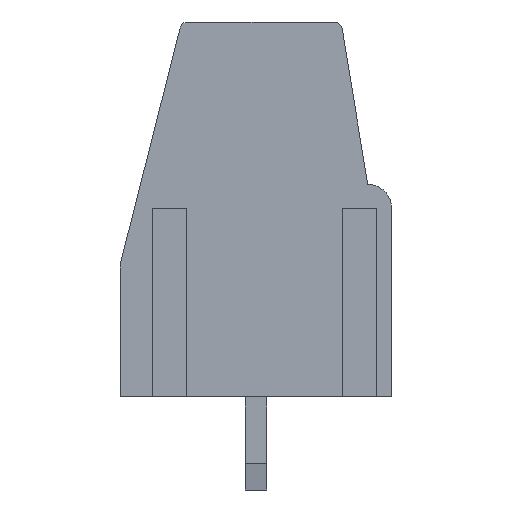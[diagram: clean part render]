
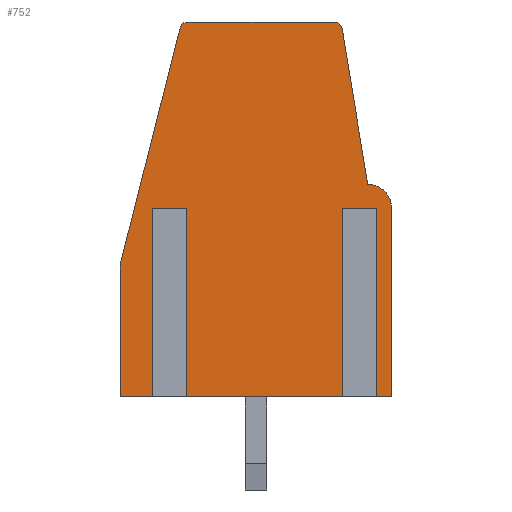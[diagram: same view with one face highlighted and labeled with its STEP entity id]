
A CAD part, left-side view. The second image highlights one B-rep face of the part: STEP entity #752.
In plain terms, the highlighted planar face has unit normal (-1, 0, 0).
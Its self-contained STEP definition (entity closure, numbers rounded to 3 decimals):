
#547 = VERTEX_POINT('',#548);
#548 = CARTESIAN_POINT('',(-30.48,2.586,14.1));
#554 = EDGE_CURVE('',#555,#547,#557,.T.);
#555 = VERTEX_POINT('',#556);
#556 = CARTESIAN_POINT('',(-30.48,-2.925,14.1));
#557 = LINE('',#558,#559);
#558 = CARTESIAN_POINT('',(-30.48,-3.18,14.1));
#559 = VECTOR('',#560,1.);
#560 = DIRECTION('',(0.,1.,0.));
#724 = VERTEX_POINT('',#725);
#725 = CARTESIAN_POINT('',(-30.48,2.877,13.874));
#733 = EDGE_CURVE('',#547,#724,#734,.T.);
#734 = CIRCLE('',#735,0.3);
#735 = AXIS2_PLACEMENT_3D('',#736,#737,#738);
#736 = CARTESIAN_POINT('',(-30.48,2.586,13.8));
#737 = DIRECTION('',(-1.,0.,0.));
#738 = DIRECTION('',(0.,-1.,0.));
#752 = ADVANCED_FACE('',(#753),#877,.T.);
#753 = FACE_BOUND('',#754,.T.);
#754 = EDGE_LOOP('',(#755,#765,#773,#781,#789,#797,#805,#813,#821,#829,
    #838,#846,#853,#854,#855,#863,#871));
#755 = ORIENTED_EDGE('',*,*,#756,.F.);
#756 = EDGE_CURVE('',#757,#759,#761,.T.);
#757 = VERTEX_POINT('',#758);
#758 = CARTESIAN_POINT('',(-30.48,3.569,7.1));
#759 = VERTEX_POINT('',#760);
#760 = CARTESIAN_POINT('',(-30.48,3.569,0.));
#761 = LINE('',#762,#763);
#762 = CARTESIAN_POINT('',(-30.48,3.569,6.7));
#763 = VECTOR('',#764,1.);
#764 = DIRECTION('',(0.,0.,-1.));
#765 = ORIENTED_EDGE('',*,*,#766,.F.);
#766 = EDGE_CURVE('',#767,#757,#769,.T.);
#767 = VERTEX_POINT('',#768);
#768 = CARTESIAN_POINT('',(-30.48,2.971,7.1));
#769 = LINE('',#770,#771);
#770 = CARTESIAN_POINT('',(-30.48,3.569,7.1));
#771 = VECTOR('',#772,1.);
#772 = DIRECTION('',(0.,1.,0.));
#773 = ORIENTED_EDGE('',*,*,#774,.T.);
#774 = EDGE_CURVE('',#767,#775,#777,.T.);
#775 = VERTEX_POINT('',#776);
#776 = CARTESIAN_POINT('',(-30.48,2.971,0.));
#777 = LINE('',#778,#779);
#778 = CARTESIAN_POINT('',(-30.48,2.971,6.7));
#779 = VECTOR('',#780,1.);
#780 = DIRECTION('',(0.,0.,-1.));
#781 = ORIENTED_EDGE('',*,*,#782,.T.);
#782 = EDGE_CURVE('',#775,#783,#785,.T.);
#783 = VERTEX_POINT('',#784);
#784 = CARTESIAN_POINT('',(-30.48,-3.581,0.));
#785 = LINE('',#786,#787);
#786 = CARTESIAN_POINT('',(-30.48,5.12,0.));
#787 = VECTOR('',#788,1.);
#788 = DIRECTION('',(0.,-1.,0.));
#789 = ORIENTED_EDGE('',*,*,#790,.F.);
#790 = EDGE_CURVE('',#791,#783,#793,.T.);
#791 = VERTEX_POINT('',#792);
#792 = CARTESIAN_POINT('',(-30.48,-3.581,7.1));
#793 = LINE('',#794,#795);
#794 = CARTESIAN_POINT('',(-30.48,-3.581,6.7));
#795 = VECTOR('',#796,1.);
#796 = DIRECTION('',(0.,0.,-1.));
#797 = ORIENTED_EDGE('',*,*,#798,.F.);
#798 = EDGE_CURVE('',#799,#791,#801,.T.);
#799 = VERTEX_POINT('',#800);
#800 = CARTESIAN_POINT('',(-30.48,-4.179,7.1));
#801 = LINE('',#802,#803);
#802 = CARTESIAN_POINT('',(-30.48,-4.179,7.1));
#803 = VECTOR('',#804,1.);
#804 = DIRECTION('',(0.,1.,0.));
#805 = ORIENTED_EDGE('',*,*,#806,.T.);
#806 = EDGE_CURVE('',#799,#807,#809,.T.);
#807 = VERTEX_POINT('',#808);
#808 = CARTESIAN_POINT('',(-30.48,-4.179,0.));
#809 = LINE('',#810,#811);
#810 = CARTESIAN_POINT('',(-30.48,-4.179,6.7));
#811 = VECTOR('',#812,1.);
#812 = DIRECTION('',(0.,0.,-1.));
#813 = ORIENTED_EDGE('',*,*,#814,.T.);
#814 = EDGE_CURVE('',#807,#815,#817,.T.);
#815 = VERTEX_POINT('',#816);
#816 = CARTESIAN_POINT('',(-30.48,-5.08,0.));
#817 = LINE('',#818,#819);
#818 = CARTESIAN_POINT('',(-30.48,5.12,0.));
#819 = VECTOR('',#820,1.);
#820 = DIRECTION('',(0.,-1.,0.));
#821 = ORIENTED_EDGE('',*,*,#822,.T.);
#822 = EDGE_CURVE('',#815,#823,#825,.T.);
#823 = VERTEX_POINT('',#824);
#824 = CARTESIAN_POINT('',(-30.48,-5.08,7.1));
#825 = LINE('',#826,#827);
#826 = CARTESIAN_POINT('',(-30.48,-5.08,0.));
#827 = VECTOR('',#828,1.);
#828 = DIRECTION('',(0.,0.,1.));
#829 = ORIENTED_EDGE('',*,*,#830,.T.);
#830 = EDGE_CURVE('',#823,#831,#833,.T.);
#831 = VERTEX_POINT('',#832);
#832 = CARTESIAN_POINT('',(-30.48,-4.18,8.));
#833 = CIRCLE('',#834,0.9);
#834 = AXIS2_PLACEMENT_3D('',#835,#836,#837);
#835 = CARTESIAN_POINT('',(-30.48,-4.18,7.1));
#836 = DIRECTION('',(-1.,0.,0.));
#837 = DIRECTION('',(0.,1.,0.));
#838 = ORIENTED_EDGE('',*,*,#839,.T.);
#839 = EDGE_CURVE('',#831,#840,#842,.T.);
#840 = VERTEX_POINT('',#841);
#841 = CARTESIAN_POINT('',(-30.48,-3.221,13.849));
#842 = LINE('',#843,#844);
#843 = CARTESIAN_POINT('',(-30.48,-4.18,8.));
#844 = VECTOR('',#845,1.);
#845 = DIRECTION('',(0.,0.162,0.987));
#846 = ORIENTED_EDGE('',*,*,#847,.T.);
#847 = EDGE_CURVE('',#840,#555,#848,.T.);
#848 = CIRCLE('',#849,0.3);
#849 = AXIS2_PLACEMENT_3D('',#850,#851,#852);
#850 = CARTESIAN_POINT('',(-30.48,-2.925,13.8));
#851 = DIRECTION('',(-1.,0.,0.));
#852 = DIRECTION('',(0.,-1.,0.));
#853 = ORIENTED_EDGE('',*,*,#554,.T.);
#854 = ORIENTED_EDGE('',*,*,#733,.T.);
#855 = ORIENTED_EDGE('',*,*,#856,.T.);
#856 = EDGE_CURVE('',#724,#857,#859,.T.);
#857 = VERTEX_POINT('',#858);
#858 = CARTESIAN_POINT('',(-30.48,5.12,5.));
#859 = LINE('',#860,#861);
#860 = CARTESIAN_POINT('',(-30.48,2.82,14.1));
#861 = VECTOR('',#862,1.);
#862 = DIRECTION('',(0.,0.245,-0.97));
#863 = ORIENTED_EDGE('',*,*,#864,.T.);
#864 = EDGE_CURVE('',#857,#865,#867,.T.);
#865 = VERTEX_POINT('',#866);
#866 = CARTESIAN_POINT('',(-30.48,5.12,0.));
#867 = LINE('',#868,#869);
#868 = CARTESIAN_POINT('',(-30.48,5.12,5.));
#869 = VECTOR('',#870,1.);
#870 = DIRECTION('',(0.,0.,-1.));
#871 = ORIENTED_EDGE('',*,*,#872,.T.);
#872 = EDGE_CURVE('',#865,#759,#873,.T.);
#873 = LINE('',#874,#875);
#874 = CARTESIAN_POINT('',(-30.48,5.12,0.));
#875 = VECTOR('',#876,1.);
#876 = DIRECTION('',(0.,-1.,0.));
#877 = PLANE('',#878);
#878 = AXIS2_PLACEMENT_3D('',#879,#880,#881);
#879 = CARTESIAN_POINT('',(-30.48,-4.18,7.1));
#880 = DIRECTION('',(-1.,0.,0.));
#881 = DIRECTION('',(0.,-1.,0.));
